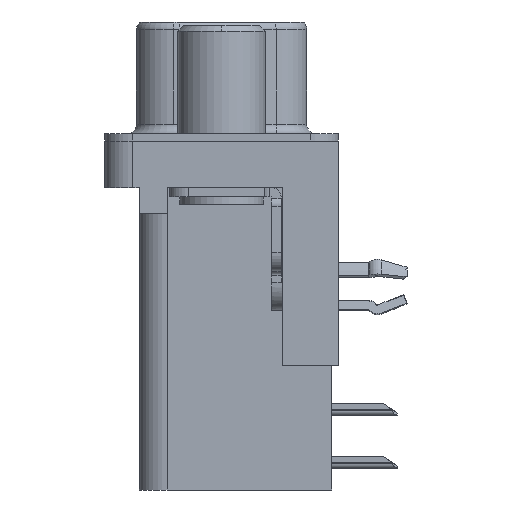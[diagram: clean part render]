
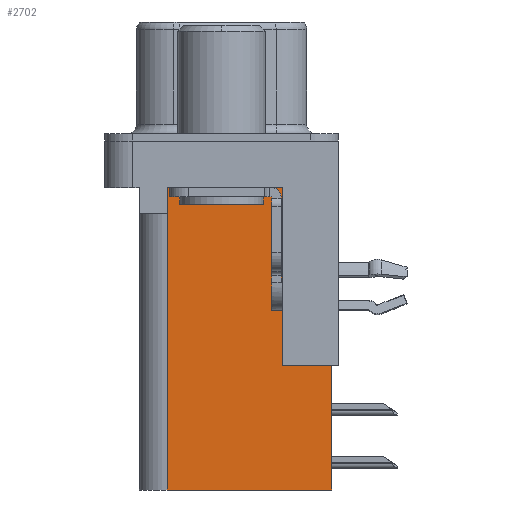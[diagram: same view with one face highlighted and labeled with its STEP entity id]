
A CAD part, left-side view. The second image highlights one B-rep face of the part: STEP entity #2702.
In plain terms, the highlighted planar face has unit normal (-1, 0, 0).
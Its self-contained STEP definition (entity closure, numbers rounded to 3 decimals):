
#271 = EDGE_LOOP ( 'NONE', ( #25251, #18385, #10240, #24858, #4023, #25746, #26571, #19524 ) ) ;
#2017 = CARTESIAN_POINT ( 'NONE',  ( 3.79, 2.925, -18.76 ) ) ;
#2113 = VERTEX_POINT ( 'NONE', #11234 ) ;
#2235 = DIRECTION ( 'NONE',  ( 0., 1., 0. ) ) ;
#2702 = ADVANCED_FACE ( 'NONE', ( #14314 ), #19002, .F. ) ;
#3212 = DIRECTION ( 'NONE',  ( 0., 1., 0. ) ) ;
#4023 = ORIENTED_EDGE ( 'NONE', *, *, #11502, .F. ) ;
#4329 = DIRECTION ( 'NONE',  ( 0., 0., 1. ) ) ;
#4943 = VERTEX_POINT ( 'NONE', #8628 ) ;
#5035 = CARTESIAN_POINT ( 'NONE',  ( 3.79, -6.295, -12.05 ) ) ;
#5535 = CARTESIAN_POINT ( 'NONE',  ( 3.79, 2.895, -2.5 ) ) ;
#5819 = CARTESIAN_POINT ( 'NONE',  ( 3.79, 2.895, -3.9 ) ) ;
#6370 = VERTEX_POINT ( 'NONE', #5535 ) ;
#6810 = DIRECTION ( 'NONE',  ( 0., 0., 1. ) ) ;
#7758 = VECTOR ( 'NONE', #3212, 1000. ) ;
#7849 = LINE ( 'NONE', #23516, #7758 ) ;
#8628 = CARTESIAN_POINT ( 'NONE',  ( 3.79, 2.895, -3.9 ) ) ;
#8687 = DIRECTION ( 'NONE',  ( 0., 0., -1. ) ) ;
#9039 = CARTESIAN_POINT ( 'NONE',  ( 3.79, -3.295, -18.76 ) ) ;
#9246 = EDGE_CURVE ( 'NONE', #19192, #16263, #21395, .T. ) ;
#10208 = CARTESIAN_POINT ( 'NONE',  ( 3.79, -3.295, -18.76 ) ) ;
#10240 = ORIENTED_EDGE ( 'NONE', *, *, #18761, .T. ) ;
#11234 = CARTESIAN_POINT ( 'NONE',  ( 3.79, -3.295, -12.05 ) ) ;
#11499 = CARTESIAN_POINT ( 'NONE',  ( 3.79, 2.925, -18.76 ) ) ;
#11502 = EDGE_CURVE ( 'NONE', #13436, #19192, #28169, .T. ) ;
#12155 = EDGE_CURVE ( 'NONE', #17142, #13436, #23073, .T. ) ;
#12332 = EDGE_CURVE ( 'NONE', #17142, #2113, #21452, .T. ) ;
#12529 = EDGE_CURVE ( 'NONE', #2113, #28290, #19018, .T. ) ;
#12830 = DIRECTION ( 'NONE',  ( 0., 1., 0. ) ) ;
#12943 = DIRECTION ( 'NONE',  ( 1., 0., 0. ) ) ;
#13436 = VERTEX_POINT ( 'NONE', #17571 ) ;
#14314 = FACE_OUTER_BOUND ( 'NONE', #271, .T. ) ;
#16066 = CARTESIAN_POINT ( 'NONE',  ( 3.79, 2.925, -3.9 ) ) ;
#16263 = VERTEX_POINT ( 'NONE', #16066 ) ;
#17020 = DIRECTION ( 'NONE',  ( 0., 0., -1. ) ) ;
#17142 = VERTEX_POINT ( 'NONE', #17455 ) ;
#17455 = CARTESIAN_POINT ( 'NONE',  ( 3.79, -5.925, -12.05 ) ) ;
#17571 = CARTESIAN_POINT ( 'NONE',  ( 3.79, -5.925, -18.76 ) ) ;
#18146 = VECTOR ( 'NONE', #4329, 1000. ) ;
#18385 = ORIENTED_EDGE ( 'NONE', *, *, #25072, .T. ) ;
#18469 = VECTOR ( 'NONE', #6810, 1000. ) ;
#18761 = EDGE_CURVE ( 'NONE', #4943, #16263, #7849, .T. ) ;
#18762 = CARTESIAN_POINT ( 'NONE',  ( 3.79, -3.295, -18.76 ) ) ;
#19002 = PLANE ( 'NONE',  #26765 ) ;
#19018 = LINE ( 'NONE', #9039, #18469 ) ;
#19192 = VERTEX_POINT ( 'NONE', #11499 ) ;
#19524 = ORIENTED_EDGE ( 'NONE', *, *, #12529, .T. ) ;
#19680 = CARTESIAN_POINT ( 'NONE',  ( 3.79, -3.295, -2.5 ) ) ;
#20545 = LINE ( 'NONE', #19680, #20613 ) ;
#20613 = VECTOR ( 'NONE', #12830, 1000. ) ;
#20799 = DIRECTION ( 'NONE',  ( 0., 1., 0. ) ) ;
#21395 = LINE ( 'NONE', #2017, #18146 ) ;
#21452 = LINE ( 'NONE', #5035, #21594 ) ;
#21594 = VECTOR ( 'NONE', #20799, 1000. ) ;
#23029 = VECTOR ( 'NONE', #8687, 1000. ) ;
#23073 = LINE ( 'NONE', #24383, #23029 ) ;
#23516 = CARTESIAN_POINT ( 'NONE',  ( 3.79, 0., -3.9 ) ) ;
#23667 = DIRECTION ( 'NONE',  ( 0., 1., 0. ) ) ;
#24383 = CARTESIAN_POINT ( 'NONE',  ( 3.79, -5.925, -2. ) ) ;
#24858 = ORIENTED_EDGE ( 'NONE', *, *, #9246, .F. ) ;
#25072 = EDGE_CURVE ( 'NONE', #6370, #4943, #25514, .T. ) ;
#25251 = ORIENTED_EDGE ( 'NONE', *, *, #26783, .T. ) ;
#25514 = LINE ( 'NONE', #5819, #26360 ) ;
#25746 = ORIENTED_EDGE ( 'NONE', *, *, #12155, .F. ) ;
#26360 = VECTOR ( 'NONE', #17020, 1000. ) ;
#26571 = ORIENTED_EDGE ( 'NONE', *, *, #12332, .T. ) ;
#26765 = AXIS2_PLACEMENT_3D ( 'NONE', #18762, #12943, #2235 ) ;
#26783 = EDGE_CURVE ( 'NONE', #28290, #6370, #20545, .T. ) ;
#28143 = VECTOR ( 'NONE', #23667, 1000. ) ;
#28169 = LINE ( 'NONE', #10208, #28143 ) ;
#28290 = VERTEX_POINT ( 'NONE', #28324 ) ;
#28324 = CARTESIAN_POINT ( 'NONE',  ( 3.79, -3.295, -2.5 ) ) ;
